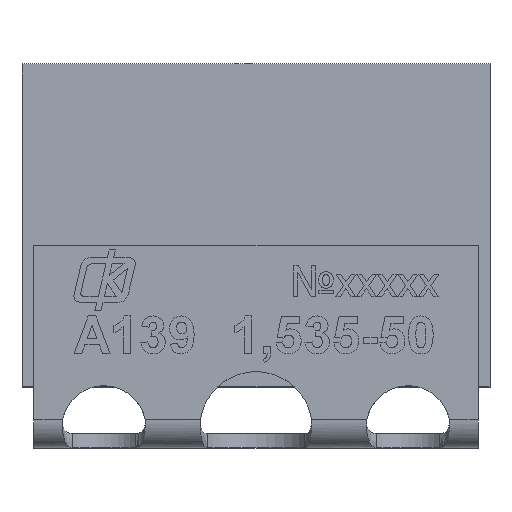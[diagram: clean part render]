
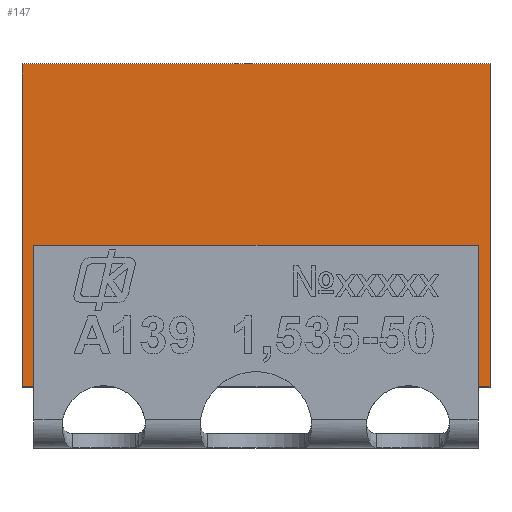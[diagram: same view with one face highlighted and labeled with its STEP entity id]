
A CAD part, top view. The second image highlights one B-rep face of the part: STEP entity #147.
In plain terms, the highlighted planar face has unit normal (0, 0, 1).
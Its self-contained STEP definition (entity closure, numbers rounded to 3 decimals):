
#147=ADVANCED_FACE('',(#3518),#3520,.F.);
#3518=FACE_BOUND('',#3519,.T.);
#3519=EDGE_LOOP('',(#8749,#8750,#8751,#8752,#8753,#8754,#8755,#8756));
#3520=PLANE('',#3521);
#3521=AXIS2_PLACEMENT_3D('',#3522,#3523,#3524);
#3522=CARTESIAN_POINT('',(-5.,3.45,1.8));
#3523=DIRECTION('',(0.,0.,-1.));
#3524=DIRECTION('',(-1.,0.,0.));
#8749=ORIENTED_EDGE('',*,*,#10732,.F.);
#8750=ORIENTED_EDGE('',*,*,#10767,.T.);
#8751=ORIENTED_EDGE('',*,*,#10768,.T.);
#8752=ORIENTED_EDGE('',*,*,#10769,.T.);
#8753=ORIENTED_EDGE('',*,*,#10727,.F.);
#8754=ORIENTED_EDGE('',*,*,#10741,.F.);
#8755=ORIENTED_EDGE('',*,*,#10770,.F.);
#8756=ORIENTED_EDGE('',*,*,#10771,.T.);
#10727=EDGE_CURVE('',#11755,#11757,#11758,.T.);
#10732=EDGE_CURVE('',#11762,#11764,#11765,.T.);
#10741=EDGE_CURVE('',#11779,#11755,#11781,.T.);
#10767=EDGE_CURVE('',#11762,#11830,#11831,.T.);
#10768=EDGE_CURVE('',#11830,#11832,#11833,.T.);
#10769=EDGE_CURVE('',#11832,#11757,#11834,.T.);
#10770=EDGE_CURVE('',#11835,#11779,#11836,.T.);
#10771=EDGE_CURVE('',#11835,#11764,#11837,.T.);
#11755=VERTEX_POINT('',#13464);
#11757=VERTEX_POINT('',#13468);
#11758=LINE('',#13469,#13470);
#11762=VERTEX_POINT('',#13481);
#11764=VERTEX_POINT('',#13485);
#11765=LINE('',#13486,#13487);
#11779=VERTEX_POINT('',#13516);
#11781=LINE('',#13520,#13521);
#11830=VERTEX_POINT('',#13621);
#11831=LINE('',#13622,#13623);
#11832=VERTEX_POINT('',#13625);
#11833=LINE('',#13626,#13627);
#11834=LINE('',#13629,#13630);
#11835=VERTEX_POINT('',#13632);
#11836=LINE('',#13633,#13634);
#11837=LINE('',#13636,#13637);
#13464=CARTESIAN_POINT('',(5.,-3.449,1.8));
#13468=CARTESIAN_POINT('',(4.75,-3.449,1.8));
#13469=CARTESIAN_POINT('',(5.,-3.449,1.8));
#13470=VECTOR('',#13471,1.);
#13471=DIRECTION('',(-1.,0.,0.));
#13481=CARTESIAN_POINT('',(-4.75,-3.449,1.8));
#13485=CARTESIAN_POINT('',(-5.,-3.449,1.8));
#13486=CARTESIAN_POINT('',(-4.75,-3.449,1.8));
#13487=VECTOR('',#13488,1.);
#13488=DIRECTION('',(-1.,0.,0.));
#13516=CARTESIAN_POINT('',(5.,3.45,1.8));
#13520=CARTESIAN_POINT('',(5.,3.45,1.8));
#13521=VECTOR('',#13522,1.);
#13522=DIRECTION('',(0.,-1.,0.));
#13621=CARTESIAN_POINT('',(-4.75,-0.425,1.8));
#13622=CARTESIAN_POINT('',(-4.75,-3.449,1.8));
#13623=VECTOR('',#13624,1.);
#13624=DIRECTION('',(0.,1.,0.));
#13625=CARTESIAN_POINT('',(4.75,-0.425,1.8));
#13626=CARTESIAN_POINT('',(-4.75,-0.425,1.8));
#13627=VECTOR('',#13628,1.);
#13628=DIRECTION('',(1.,0.,0.));
#13629=CARTESIAN_POINT('',(4.75,-0.425,1.8));
#13630=VECTOR('',#13631,1.);
#13631=DIRECTION('',(0.,-1.,0.));
#13632=CARTESIAN_POINT('',(-5.,3.45,1.8));
#13633=CARTESIAN_POINT('',(-5.,3.45,1.8));
#13634=VECTOR('',#13635,1.);
#13635=DIRECTION('',(1.,0.,0.));
#13636=CARTESIAN_POINT('',(-5.,3.45,1.8));
#13637=VECTOR('',#13638,1.);
#13638=DIRECTION('',(0.,-1.,0.));
